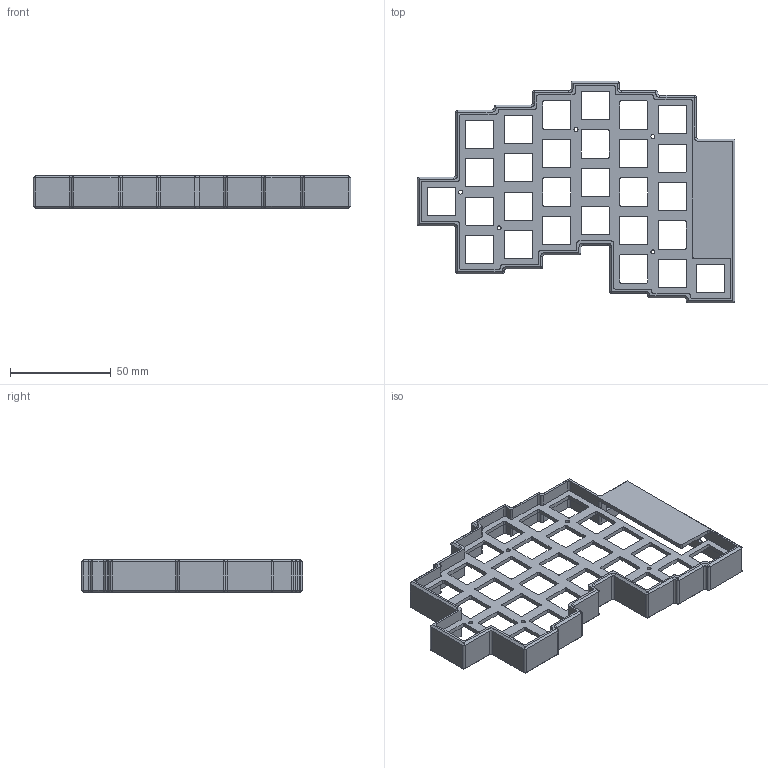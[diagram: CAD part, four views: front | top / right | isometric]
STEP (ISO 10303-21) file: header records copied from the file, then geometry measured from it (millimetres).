
FILE_DESCRIPTION(/* description */ (''),/* implementation_level */ '2;1');
FILE_NAME(/* name */ 'CaseLeft.step',/* time_stamp */ '2019-10-26T13:53:19+08:00',/* author */ (''),/* organization */ (''),/* preprocessor_version */ 'ST-DEVELOPER v18',/* originating_system */ 'Autodesk Translation Framework v8.6.0.1094',/* authorisation */ '');
FILE_SCHEMA (('AUTOMOTIVE_DESIGN { 1 0 10303 214 3 1 1 }'));
Length unit declared in the file: millimetre
Products named in the file (2): CaseLeft; CaseLeft_1
Assembly tree (1 placements, depth 2):
  CaseLeft
    CaseLeft_1
Bounding box: 157.35 x 109.72 x 16.1 mm (x, y, z)
Volume: 29191.9 mm3; surface area: 33350.5 mm2
Topology: 1 solids, 1 shells, 587 faces, 1611 edges, 990 vertices
Faces by surface type: plane 294, cylinder 221, cone 72
Full cylindrical faces by diameter (mm): 2 x5
Entity records: 18391 total; most frequent: DIRECTION 3233, CARTESIAN_POINT 3155, ORIENTED_EDGE 3150, EDGE_CURVE 1575, LINE 1097, VECTOR 1097, AXIS2_PLACEMENT_3D 1068, VERTEX_POINT 990
